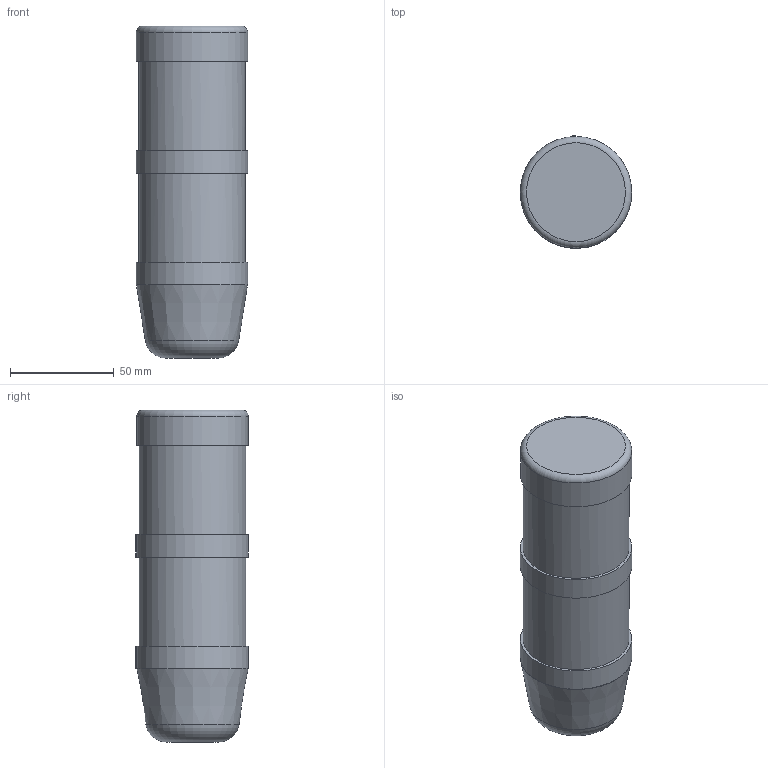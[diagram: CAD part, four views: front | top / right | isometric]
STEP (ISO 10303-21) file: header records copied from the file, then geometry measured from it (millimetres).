
FILE_DESCRIPTION((''),'2;1');
FILE_NAME('127267.stp','2019-09-27T09:46:08',('e.eickhoff'),(''),'Autodesk Inventor 2012','Autodesk Inventor 2012','');
FILE_SCHEMA(('AUTOMOTIVE_DESIGN { 1 0 10303 214 1 1 1 1 }'));
Length unit declared in the file: millimetre
Products named in the file (5): 127267; Deckel; Grundmodule; Gelb; Rot
Assembly tree (4 placements, depth 2):
  127267
    Deckel
    Grundmodule
    Gelb
    Rot
Bounding box: 53.77 x 54.29 x 160 mm (x, y, z)
Volume: 128586.9 mm3; surface area: 75879.8 mm2
Topology: 4 solids, 4 shells, 76 faces, 132 edges, 87 vertices
Faces by surface type: plane 45, cylinder 27, torus 3, cone 1
Full cylindrical faces by diameter (mm): 12 x1, 14 x1, 15.2 x2, 16.5 x1, 19.2 x2, 42.6 x2, 44.6 x2, 45.5 x1, 46.4 x2, 47.9 x2, 48.5 x1, 48.9 x2, 49 x2, 50.7 x1, 51.2 x2, 53.7 x1
Entity records: 1944 total; most frequent: DIRECTION 332, CARTESIAN_POINT 271, ORIENTED_EDGE 202, AXIS2_PLACEMENT_3D 146, EDGE_LOOP 130, EDGE_CURVE 101, VERTEX_POINT 85, STYLED_ITEM 80
